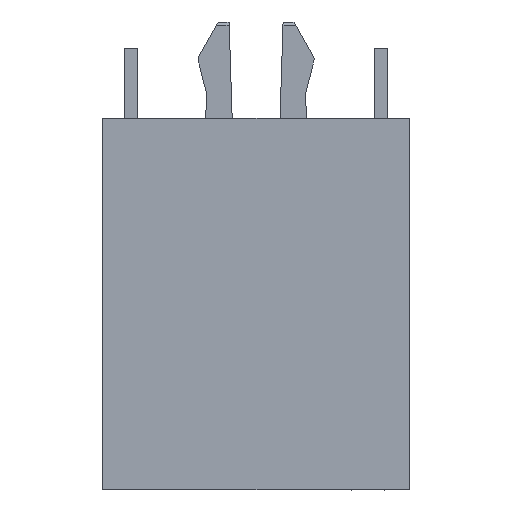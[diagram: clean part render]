
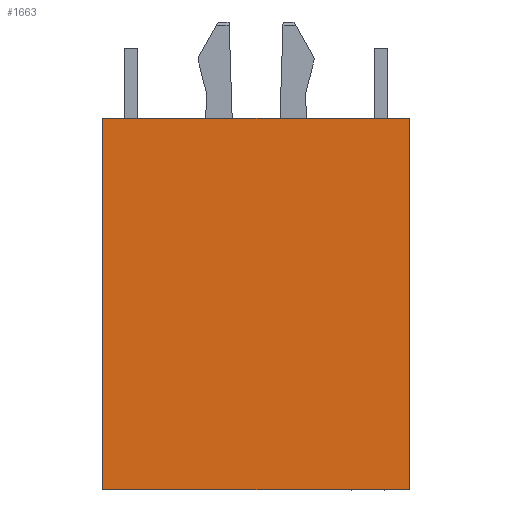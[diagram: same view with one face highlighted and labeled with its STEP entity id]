
A CAD part, left-side view. The second image highlights one B-rep face of the part: STEP entity #1663.
In plain terms, the highlighted planar face has unit normal (-1, 0, 0).
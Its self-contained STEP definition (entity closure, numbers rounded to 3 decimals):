
#760=CARTESIAN_POINT('',(-15.185,-3.5,1.25));
#761=VERTEX_POINT('',#760);
#771=CARTESIAN_POINT('',(-15.185,-3.5,-7.25));
#772=VERTEX_POINT('',#771);
#773=CARTESIAN_POINT('',(-15.185,-3.5,1.25));
#774=CARTESIAN_POINT('',(-15.185,-3.5,-0.45));
#775=CARTESIAN_POINT('',(-15.185,-3.5,-2.15));
#776=CARTESIAN_POINT('',(-15.185,-3.5,-3.85));
#777=CARTESIAN_POINT('',(-15.185,-3.5,-5.55));
#778=CARTESIAN_POINT('',(-15.185,-3.5,-7.25));
#779=B_SPLINE_CURVE_WITH_KNOTS('',5,(#773,#774,#775,#776,#777,#778),.UNSPECIFIED.,.F.,.U.,(6,6),(0.,8.5),.UNSPECIFIED.);
#780=EDGE_CURVE('',#761,#772,#779,.T.);
#918=CARTESIAN_POINT('',(-15.185,3.5,-7.25));
#919=VERTEX_POINT('',#918);
#929=CARTESIAN_POINT('',(-15.185,3.5,1.25));
#930=VERTEX_POINT('',#929);
#931=CARTESIAN_POINT('',(-15.185,3.5,-7.25));
#932=CARTESIAN_POINT('',(-15.185,3.5,-5.55));
#933=CARTESIAN_POINT('',(-15.185,3.5,-3.85));
#934=CARTESIAN_POINT('',(-15.185,3.5,-2.15));
#935=CARTESIAN_POINT('',(-15.185,3.5,-0.45));
#936=CARTESIAN_POINT('',(-15.185,3.5,1.25));
#937=B_SPLINE_CURVE_WITH_KNOTS('',5,(#931,#932,#933,#934,#935,#936),.UNSPECIFIED.,.F.,.U.,(6,6),(0.,8.5),.UNSPECIFIED.);
#938=EDGE_CURVE('',#919,#930,#937,.T.);
#1452=CARTESIAN_POINT('',(-15.185,3.5,1.25));
#1453=CARTESIAN_POINT('',(-15.185,2.1,1.25));
#1454=CARTESIAN_POINT('',(-15.185,0.7,1.25));
#1455=CARTESIAN_POINT('',(-15.185,-0.7,1.25));
#1456=CARTESIAN_POINT('',(-15.185,-2.1,1.25));
#1457=CARTESIAN_POINT('',(-15.185,-3.5,1.25));
#1458=B_SPLINE_CURVE_WITH_KNOTS('',5,(#1452,#1453,#1454,#1455,#1456,#1457),.UNSPECIFIED.,.F.,.U.,(6,6),(0.,7.),.UNSPECIFIED.);
#1459=EDGE_CURVE('',#930,#761,#1458,.T.);
#1644=CARTESIAN_POINT('',(-15.185,0.,-3.));
#1645=DIRECTION('',(0.,1.,0.));
#1646=DIRECTION('',(-1.,0.,0.));
#1647=AXIS2_PLACEMENT_3D('',#1644,#1646,#1645);
#1648=PLANE('',#1647);
#1649=ORIENTED_EDGE('',*,*,#938,.F.);
#1650=CARTESIAN_POINT('',(-15.185,3.5,-7.25));
#1651=CARTESIAN_POINT('',(-15.185,2.1,-7.25));
#1652=CARTESIAN_POINT('',(-15.185,0.7,-7.25));
#1653=CARTESIAN_POINT('',(-15.185,-0.7,-7.25));
#1654=CARTESIAN_POINT('',(-15.185,-2.1,-7.25));
#1655=CARTESIAN_POINT('',(-15.185,-3.5,-7.25));
#1656=B_SPLINE_CURVE_WITH_KNOTS('',5,(#1650,#1651,#1652,#1653,#1654,#1655),.UNSPECIFIED.,.F.,.U.,(6,6),(0.,7.),.UNSPECIFIED.);
#1657=EDGE_CURVE('',#919,#772,#1656,.T.);
#1658=ORIENTED_EDGE('',*,*,#1657,.T.);
#1659=ORIENTED_EDGE('',*,*,#780,.F.);
#1660=ORIENTED_EDGE('',*,*,#1459,.F.);
#1661=EDGE_LOOP('',(#1649,#1658,#1659,#1660));
#1662=FACE_OUTER_BOUND('',#1661,.T.);
#1663=ADVANCED_FACE('',(#1662),#1648,.T.);
